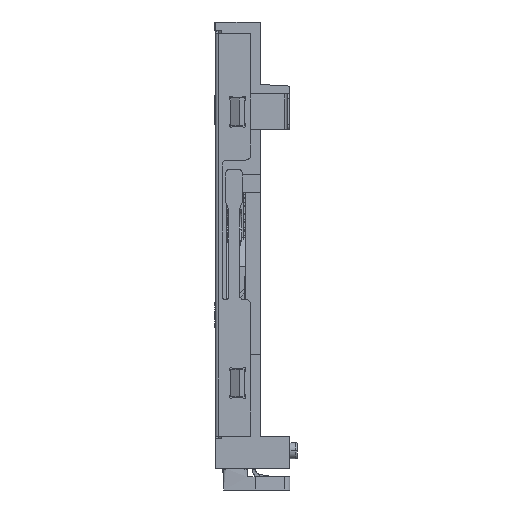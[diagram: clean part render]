
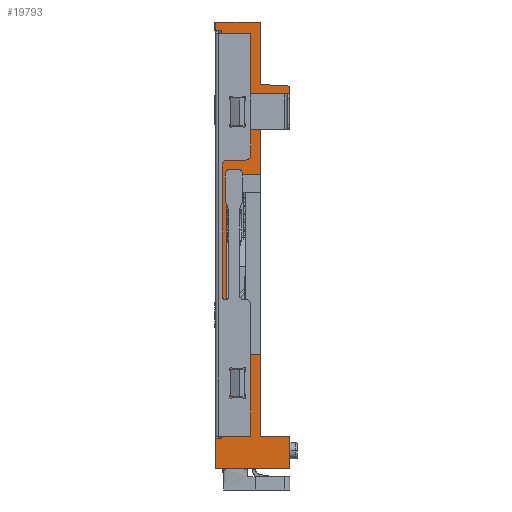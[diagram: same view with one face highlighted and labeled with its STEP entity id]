
A CAD part, left-side view. The second image highlights one B-rep face of the part: STEP entity #19793.
In plain terms, the highlighted planar face has unit normal (-1, 0, 0).
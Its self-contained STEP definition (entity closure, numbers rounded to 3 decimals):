
#45=DIRECTION('',(0.,-1.,0.));
#46=VECTOR('',#45,2.75);
#47=CARTESIAN_POINT('',(-13.7,2.75,27.35));
#48=LINE('',#47,#46);
#69=DIRECTION('',(0.,-0.811,0.585));
#70=VECTOR('',#69,1.11);
#71=CARTESIAN_POINT('',(-13.7,-0.9,21.777));
#72=LINE('',#71,#70);
#73=DIRECTION('',(0.,-0.998,0.055));
#74=VECTOR('',#73,0.901);
#75=CARTESIAN_POINT('',(-13.7,0.,21.727));
#76=LINE('',#75,#74);
#77=DIRECTION('',(0.,0.,1.));
#78=VECTOR('',#77,3.727);
#79=CARTESIAN_POINT('',(-13.7,0.,18.));
#80=LINE('',#79,#78);
#81=DIRECTION('',(0.,0.,1.));
#82=VECTOR('',#81,11.);
#83=CARTESIAN_POINT('',(-13.7,2.1,7.));
#84=LINE('',#83,#82);
#85=DIRECTION('',(0.,1.,0.));
#86=VECTOR('',#85,2.1);
#87=CARTESIAN_POINT('',(-13.7,0.,7.));
#88=LINE('',#87,#86);
#89=DIRECTION('',(0.,0.,1.));
#90=VECTOR('',#89,5.);
#91=CARTESIAN_POINT('',(-13.7,0.,2.));
#92=LINE('',#91,#90);
#93=DIRECTION('',(0.,-1.,0.));
#94=VECTOR('',#93,4.55);
#95=CARTESIAN_POINT('',(-13.7,2.75,0.));
#96=LINE('',#95,#94);
#97=DIRECTION('',(0.,0.,-1.));
#98=VECTOR('',#97,1.85);
#99=CARTESIAN_POINT('',(-13.7,2.75,1.85));
#100=LINE('',#99,#98);
#101=DIRECTION('',(0.,0.,1.));
#102=VECTOR('',#101,3.823);
#103=CARTESIAN_POINT('',(-13.7,0.,23.527));
#104=LINE('',#103,#102);
#105=DIRECTION('',(0.,0.998,0.055));
#106=VECTOR('',#105,1.803);
#107=CARTESIAN_POINT('',(-13.7,-1.8,23.427));
#108=LINE('',#107,#106);
#129=DIRECTION('',(0.,0.,-1.));
#130=VECTOR('',#129,1.);
#131=CARTESIAN_POINT('',(-13.7,-1.8,23.427));
#132=LINE('',#131,#130);
#161=DIRECTION('',(0.,-1.,0.));
#162=VECTOR('',#161,2.1);
#163=CARTESIAN_POINT('',(-13.7,2.1,18.));
#164=LINE('',#163,#162);
#8605=DIRECTION('',(0.,0.,-1.));
#8606=VECTOR('',#8605,25.);
#8607=CARTESIAN_POINT('',(-13.7,2.4,26.85));
#8608=LINE('',#8607,#8606);
#8613=DIRECTION('',(0.,1.,0.));
#8614=VECTOR('',#8613,0.35);
#8615=CARTESIAN_POINT('',(-13.7,2.4,26.85));
#8616=LINE('',#8615,#8614);
#8645=DIRECTION('',(0.,0.,1.));
#8646=VECTOR('',#8645,0.5);
#8647=CARTESIAN_POINT('',(-13.7,2.75,26.85));
#8648=LINE('',#8647,#8646);
#13129=DIRECTION('',(0.,-1.,0.));
#13130=VECTOR('',#13129,0.35);
#13131=CARTESIAN_POINT('',(-13.7,2.75,1.85));
#13132=LINE('',#13131,#13130);
#15427=DIRECTION('',(0.,0.,-1.));
#15428=VECTOR('',#15427,2.);
#15429=CARTESIAN_POINT('',(-13.7,-1.8,2.));
#15430=LINE('',#15429,#15428);
#15449=DIRECTION('',(0.,-1.,0.));
#15450=VECTOR('',#15449,1.8);
#15451=CARTESIAN_POINT('',(-13.7,0.,2.));
#15452=LINE('',#15451,#15450);
#15607=DIRECTION('',(0.,-1.,0.));
#15608=VECTOR('',#15607,0.83);
#15609=CARTESIAN_POINT('',(-13.7,1.83,4.4));
#15610=LINE('',#15609,#15608);
#15611=DIRECTION('',(0.,0.,1.));
#15612=VECTOR('',#15611,1.7);
#15613=CARTESIAN_POINT('',(-13.7,1.83,4.4));
#15614=LINE('',#15613,#15612);
#15619=DIRECTION('',(0.,1.,0.));
#15620=VECTOR('',#15619,0.83);
#15621=CARTESIAN_POINT('',(-13.7,1.,6.1));
#15622=LINE('',#15621,#15620);
#15623=DIRECTION('',(0.,0.,1.));
#15624=VECTOR('',#15623,1.7);
#15625=CARTESIAN_POINT('',(-13.7,1.,4.4));
#15626=LINE('',#15625,#15624);
#15663=DIRECTION('',(0.,-1.,0.));
#15664=VECTOR('',#15663,0.83);
#15665=CARTESIAN_POINT('',(-13.7,1.83,21.));
#15666=LINE('',#15665,#15664);
#15667=DIRECTION('',(0.,0.,1.));
#15668=VECTOR('',#15667,1.7);
#15669=CARTESIAN_POINT('',(-13.7,1.83,21.));
#15670=LINE('',#15669,#15668);
#15675=DIRECTION('',(0.,1.,0.));
#15676=VECTOR('',#15675,0.83);
#15677=CARTESIAN_POINT('',(-13.7,1.,22.7));
#15678=LINE('',#15677,#15676);
#15683=DIRECTION('',(0.,0.,1.));
#15684=VECTOR('',#15683,1.7);
#15685=CARTESIAN_POINT('',(-13.7,1.,21.));
#15686=LINE('',#15685,#15684);
#17250=CARTESIAN_POINT('',(-13.7,0.,27.35));
#17252=VERTEX_POINT('',#17250);
#17254=CARTESIAN_POINT('',(-13.7,0.,23.527));
#17255=VERTEX_POINT('',#17254);
#17260=CARTESIAN_POINT('',(-13.7,0.,21.727));
#17261=VERTEX_POINT('',#17260);
#17262=CARTESIAN_POINT('',(-13.7,0.,18.));
#17263=VERTEX_POINT('',#17262);
#17272=CARTESIAN_POINT('',(-13.7,0.,7.));
#17273=VERTEX_POINT('',#17272);
#17274=CARTESIAN_POINT('',(-13.7,0.,2.));
#17275=VERTEX_POINT('',#17274);
#18150=CARTESIAN_POINT('',(-13.7,2.75,1.85));
#18151=VERTEX_POINT('',#18150);
#18152=CARTESIAN_POINT('',(-13.7,2.75,0.));
#18153=VERTEX_POINT('',#18152);
#18225=CARTESIAN_POINT('',(-13.7,-1.8,0.));
#18226=VERTEX_POINT('',#18225);
#18457=CARTESIAN_POINT('',(-13.7,2.1,7.));
#18458=VERTEX_POINT('',#18457);
#18461=CARTESIAN_POINT('',(-13.7,2.1,18.));
#18462=VERTEX_POINT('',#18461);
#18465=CARTESIAN_POINT('',(-13.7,-0.9,21.777));
#18466=CARTESIAN_POINT('',(-13.7,-1.8,22.427));
#18467=VERTEX_POINT('',#18465);
#18468=VERTEX_POINT('',#18466);
#18469=CARTESIAN_POINT('',(-13.7,-1.8,2.));
#18470=VERTEX_POINT('',#18469);
#18471=CARTESIAN_POINT('',(-13.7,2.4,1.85));
#18472=VERTEX_POINT('',#18471);
#18473=CARTESIAN_POINT('',(-13.7,2.4,26.85));
#18474=VERTEX_POINT('',#18473);
#18475=CARTESIAN_POINT('',(-13.7,2.75,26.85));
#18476=VERTEX_POINT('',#18475);
#18477=CARTESIAN_POINT('',(-13.7,2.75,27.35));
#18478=VERTEX_POINT('',#18477);
#18479=CARTESIAN_POINT('',(-13.7,-1.8,23.427));
#18480=VERTEX_POINT('',#18479);
#18481=CARTESIAN_POINT('',(-13.7,1.83,4.4));
#18482=CARTESIAN_POINT('',(-13.7,1.,4.4));
#18483=VERTEX_POINT('',#18481);
#18484=VERTEX_POINT('',#18482);
#18485=CARTESIAN_POINT('',(-13.7,1.,6.1));
#18486=VERTEX_POINT('',#18485);
#18487=CARTESIAN_POINT('',(-13.7,1.83,6.1));
#18488=VERTEX_POINT('',#18487);
#18489=CARTESIAN_POINT('',(-13.7,1.83,21.));
#18490=CARTESIAN_POINT('',(-13.7,1.,21.));
#18491=VERTEX_POINT('',#18489);
#18492=VERTEX_POINT('',#18490);
#18493=CARTESIAN_POINT('',(-13.7,1.,22.7));
#18494=VERTEX_POINT('',#18493);
#18495=CARTESIAN_POINT('',(-13.7,1.83,22.7));
#18496=VERTEX_POINT('',#18495);
#19732=CARTESIAN_POINT('',(-13.7,0.475,13.675));
#19733=DIRECTION('',(1.,0.,0.));
#19734=DIRECTION('',(0.,0.,1.));
#19735=AXIS2_PLACEMENT_3D('',#19732,#19733,#19734);
#19736=PLANE('',#19735);
#19738=ORIENTED_EDGE('',*,*,#19737,.F.);
#19740=ORIENTED_EDGE('',*,*,#19739,.F.);
#19741=ORIENTED_EDGE('',*,*,#19554,.F.);
#19743=ORIENTED_EDGE('',*,*,#19742,.F.);
#19745=ORIENTED_EDGE('',*,*,#19744,.F.);
#19747=ORIENTED_EDGE('',*,*,#19746,.F.);
#19748=ORIENTED_EDGE('',*,*,#19542,.F.);
#19750=ORIENTED_EDGE('',*,*,#19749,.T.);
#19752=ORIENTED_EDGE('',*,*,#19751,.T.);
#19754=ORIENTED_EDGE('',*,*,#19753,.F.);
#19756=ORIENTED_EDGE('',*,*,#19755,.F.);
#19758=ORIENTED_EDGE('',*,*,#19757,.T.);
#19760=ORIENTED_EDGE('',*,*,#19759,.F.);
#19762=ORIENTED_EDGE('',*,*,#19761,.T.);
#19764=ORIENTED_EDGE('',*,*,#19763,.T.);
#19765=ORIENTED_EDGE('',*,*,#19696,.T.);
#19766=ORIENTED_EDGE('',*,*,#19562,.F.);
#19768=ORIENTED_EDGE('',*,*,#19767,.F.);
#19770=ORIENTED_EDGE('',*,*,#19769,.T.);
#19771=EDGE_LOOP('',(#19738,#19740,#19741,#19743,#19745,#19747,#19748,#19750,
#19752,#19754,#19756,#19758,#19760,#19762,#19764,#19765,#19766,#19768,#19770));
#19772=FACE_OUTER_BOUND('',#19771,.F.);
#19774=ORIENTED_EDGE('',*,*,#19773,.T.);
#19776=ORIENTED_EDGE('',*,*,#19775,.T.);
#19778=ORIENTED_EDGE('',*,*,#19777,.T.);
#19780=ORIENTED_EDGE('',*,*,#19779,.F.);
#19781=EDGE_LOOP('',(#19774,#19776,#19778,#19780));
#19782=FACE_BOUND('',#19781,.F.);
#19784=ORIENTED_EDGE('',*,*,#19783,.T.);
#19786=ORIENTED_EDGE('',*,*,#19785,.T.);
#19788=ORIENTED_EDGE('',*,*,#19787,.T.);
#19790=ORIENTED_EDGE('',*,*,#19789,.F.);
#19791=EDGE_LOOP('',(#19784,#19786,#19788,#19790));
#19792=FACE_BOUND('',#19791,.F.);
#19542=EDGE_CURVE('',#17275,#17273,#92,.T.);
#19554=EDGE_CURVE('',#17263,#17261,#80,.T.);
#19562=EDGE_CURVE('',#17255,#17252,#104,.T.);
#19696=EDGE_CURVE('',#18478,#17252,#48,.T.);
#19737=EDGE_CURVE('',#18467,#18468,#72,.T.);
#19739=EDGE_CURVE('',#17261,#18467,#76,.T.);
#19742=EDGE_CURVE('',#18462,#17263,#164,.T.);
#19744=EDGE_CURVE('',#18458,#18462,#84,.T.);
#19746=EDGE_CURVE('',#17273,#18458,#88,.T.);
#19749=EDGE_CURVE('',#17275,#18470,#15452,.T.);
#19751=EDGE_CURVE('',#18470,#18226,#15430,.T.);
#19753=EDGE_CURVE('',#18153,#18226,#96,.T.);
#19755=EDGE_CURVE('',#18151,#18153,#100,.T.);
#19757=EDGE_CURVE('',#18151,#18472,#13132,.T.);
#19759=EDGE_CURVE('',#18474,#18472,#8608,.T.);
#19761=EDGE_CURVE('',#18474,#18476,#8616,.T.);
#19763=EDGE_CURVE('',#18476,#18478,#8648,.T.);
#19767=EDGE_CURVE('',#18480,#17255,#108,.T.);
#19769=EDGE_CURVE('',#18480,#18468,#132,.T.);
#19773=EDGE_CURVE('',#18483,#18484,#15610,.T.);
#19775=EDGE_CURVE('',#18484,#18486,#15626,.T.);
#19777=EDGE_CURVE('',#18486,#18488,#15622,.T.);
#19779=EDGE_CURVE('',#18483,#18488,#15614,.T.);
#19783=EDGE_CURVE('',#18491,#18492,#15666,.T.);
#19785=EDGE_CURVE('',#18492,#18494,#15686,.T.);
#19787=EDGE_CURVE('',#18494,#18496,#15678,.T.);
#19789=EDGE_CURVE('',#18491,#18496,#15670,.T.);
#19793=ADVANCED_FACE('',(#19772,#19782,#19792),#19736,.F.);
